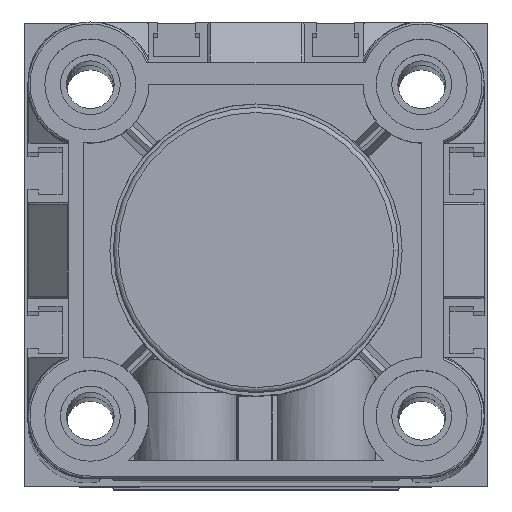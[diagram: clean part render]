
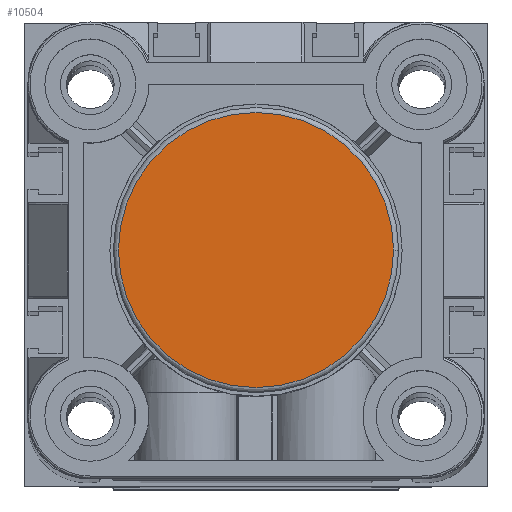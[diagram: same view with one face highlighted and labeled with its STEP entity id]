
A CAD part, top view. The second image highlights one B-rep face of the part: STEP entity #10504.
In plain terms, the highlighted face is planar.
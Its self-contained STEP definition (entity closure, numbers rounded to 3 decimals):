
#1029 = CIRCLE ( 'NONE', #21287, 19.3 ) ;
#4953 = ORIENTED_EDGE ( 'NONE', *, *, #5563, .T. ) ;
#5563 = EDGE_CURVE ( 'NONE', #23376, #29498, #11838, .T. ) ;
#7027 = AXIS2_PLACEMENT_3D ( 'NONE', #24414, #24280, #23189 ) ;
#7074 = CARTESIAN_POINT ( 'NONE',  ( 0., 0., -4. ) ) ;
#7532 = AXIS2_PLACEMENT_3D ( 'NONE', #7074, #31120, #16699 ) ;
#8770 = CARTESIAN_POINT ( 'NONE',  ( 45.55, 26.25, -4. ) ) ;
#10504 = ADVANCED_FACE ( 'NONE', ( #26083 ), #23814, .F. ) ;
#11838 = CIRCLE ( 'NONE', #7027, 19.3 ) ;
#12531 = CARTESIAN_POINT ( 'NONE',  ( 26.25, 26.25, -4. ) ) ;
#14965 = DIRECTION ( 'NONE',  ( 1., 0., 0. ) ) ;
#16699 = DIRECTION ( 'NONE',  ( 1., 0., 0. ) ) ;
#21287 = AXIS2_PLACEMENT_3D ( 'NONE', #12531, #29378, #14965 ) ;
#23189 = DIRECTION ( 'NONE',  ( 1., 0., 0. ) ) ;
#23376 = VERTEX_POINT ( 'NONE', #8770 ) ;
#23814 = PLANE ( 'NONE',  #7532 ) ;
#24280 = DIRECTION ( 'NONE',  ( 0., 0., -1. ) ) ;
#24414 = CARTESIAN_POINT ( 'NONE',  ( 26.25, 26.25, -4. ) ) ;
#24624 = EDGE_LOOP ( 'NONE', ( #4953, #28662 ) ) ;
#25669 = EDGE_CURVE ( 'NONE', #29498, #23376, #1029, .T. ) ;
#26083 = FACE_OUTER_BOUND ( 'NONE', #24624, .T. ) ;
#27749 = CARTESIAN_POINT ( 'NONE',  ( 6.95, 26.25, -4. ) ) ;
#28662 = ORIENTED_EDGE ( 'NONE', *, *, #25669, .T. ) ;
#29378 = DIRECTION ( 'NONE',  ( 0., 0., -1. ) ) ;
#29498 = VERTEX_POINT ( 'NONE', #27749 ) ;
#31120 = DIRECTION ( 'NONE',  ( 0., 0., 1. ) ) ;
